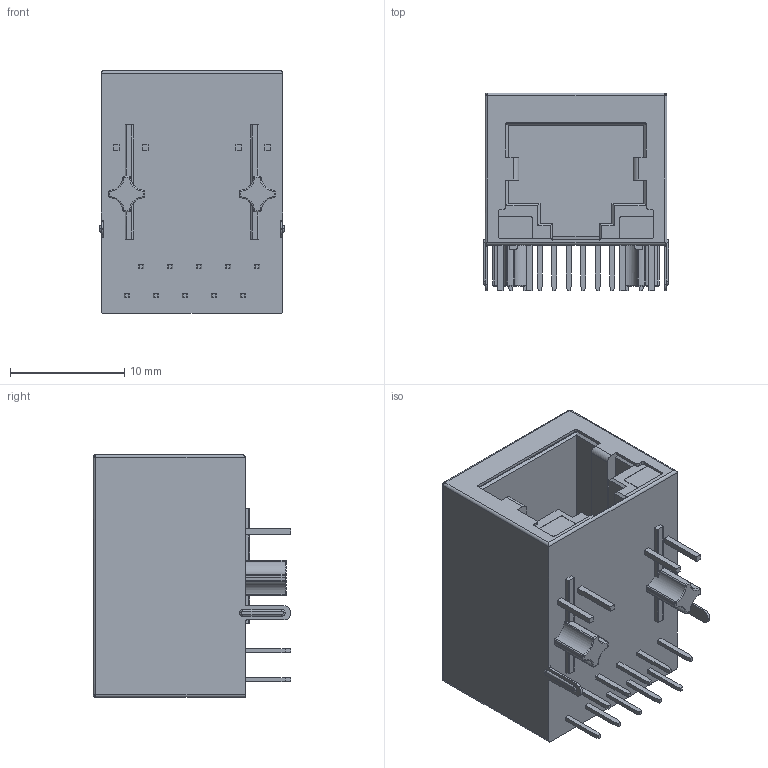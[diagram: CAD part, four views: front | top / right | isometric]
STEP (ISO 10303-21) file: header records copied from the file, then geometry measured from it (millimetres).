
FILE_DESCRIPTION (( 'STEP AP203' ), '1' );
FILE_NAME ('TMJM4938HENL.step', '2023-06-14T00:30:00', ( '' ), ( '' ), 'SwSTEP 2.0', 'SolidWorks 2022', '' );
FILE_SCHEMA (( 'CONFIG_CONTROL_DESIGN' ));
Length unit declared in the file: millimetre
Products named in the file (1): TMJM4938HENL
Bounding box: 16.23 x 17.3 x 21.25 mm (x, y, z)
Volume: 3633.7 mm3; surface area: 2307.6 mm2
Topology: 1 solids, 1 shells, 350 faces, 1134 edges, 819 vertices
Faces by surface type: plane 221, cylinder 81, sphere 24, torus 16, bspline 8
Entity records: 13467 total; most frequent: CARTESIAN_POINT 3812, ORIENTED_EDGE 2220, DIRECTION 1691, EDGE_CURVE 1110, VERTEX_POINT 819, AXIS2_PLACEMENT_3D 573, LINE 545, VECTOR 545
